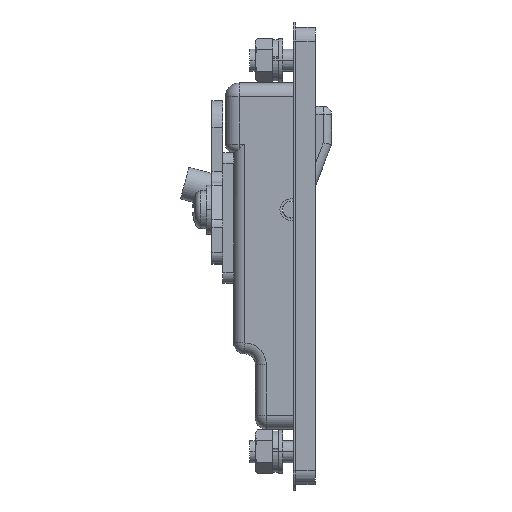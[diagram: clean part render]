
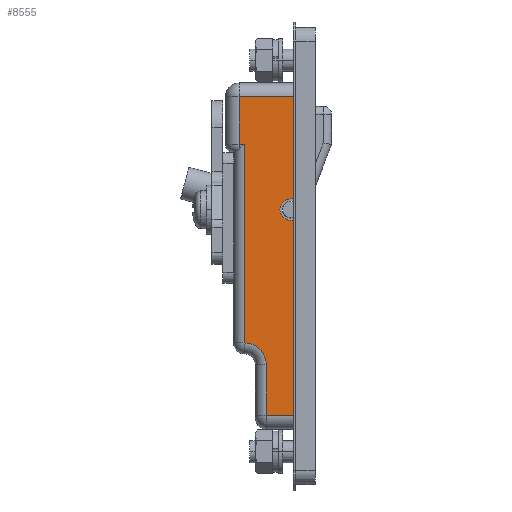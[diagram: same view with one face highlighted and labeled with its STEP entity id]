
A CAD part, top view. The second image highlights one B-rep face of the part: STEP entity #8555.
In plain terms, the highlighted face is planar.
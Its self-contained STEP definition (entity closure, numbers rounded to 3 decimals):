
#84 = DIRECTION ( 'NONE',  ( -1., 0., 0. ) ) ;
#167 = CARTESIAN_POINT ( 'NONE',  ( -11.5, -37.8, -4.5 ) ) ;
#345 = LINE ( 'NONE', #2431, #1043 ) ;
#360 = CARTESIAN_POINT ( 'NONE',  ( -11.5, -37.8, -4.5 ) ) ;
#377 = DIRECTION ( 'NONE',  ( -1., 0., 0. ) ) ;
#450 = ORIENTED_EDGE ( 'NONE', *, *, #6521, .T. ) ;
#560 = DIRECTION ( 'NONE',  ( 0., 0., 1. ) ) ;
#578 = LINE ( 'NONE', #10565, #2145 ) ;
#831 = DIRECTION ( 'NONE',  ( 1., 0., 0. ) ) ;
#1024 = ORIENTED_EDGE ( 'NONE', *, *, #4495, .T. ) ;
#1043 = VECTOR ( 'NONE', #9541, 1000. ) ;
#1141 = AXIS2_PLACEMENT_3D ( 'NONE', #5898, #11315, #6722 ) ;
#1405 = CARTESIAN_POINT ( 'NONE',  ( -11.5, 20.8, -12. ) ) ;
#1535 = LINE ( 'NONE', #167, #5761 ) ;
#1587 = CARTESIAN_POINT ( 'NONE',  ( -11.5, 1.786, 0.9 ) ) ;
#1646 = CARTESIAN_POINT ( 'NONE',  ( -11.5, 20.8, -9.5 ) ) ;
#1706 = CARTESIAN_POINT ( 'NONE',  ( -11.5, 0., 0. ) ) ;
#1907 = CARTESIAN_POINT ( 'NONE',  ( -11.5, 0., 0. ) ) ;
#1926 = EDGE_CURVE ( 'NONE', #6286, #5365, #10698, .T. ) ;
#2010 = VECTOR ( 'NONE', #560, 1000. ) ;
#2145 = VECTOR ( 'NONE', #8883, 1000. ) ;
#2431 = CARTESIAN_POINT ( 'NONE',  ( -11.5, -40.3, 0.9 ) ) ;
#2555 = ORIENTED_EDGE ( 'NONE', *, *, #9471, .T. ) ;
#2612 = DIRECTION ( 'NONE',  ( 0., -1., 0. ) ) ;
#2674 = CARTESIAN_POINT ( 'NONE',  ( -11.5, 10.5, -9.5 ) ) ;
#2686 = CARTESIAN_POINT ( 'NONE',  ( -11.5, 12., -8.5 ) ) ;
#3172 = ORIENTED_EDGE ( 'NONE', *, *, #5613, .F. ) ;
#3191 = DIRECTION ( 'NONE',  ( 0., 0., -1. ) ) ;
#3270 = AXIS2_PLACEMENT_3D ( 'NONE', #5625, #377, #9402 ) ;
#3631 = VECTOR ( 'NONE', #2612, 1000. ) ;
#4030 = EDGE_LOOP ( 'NONE', ( #2555, #10254, #3172, #7407, #8101, #450, #11467, #11408, #10409, #1024, #6826 ) ) ;
#4141 = VERTEX_POINT ( 'NONE', #9843 ) ;
#4460 = DIRECTION ( 'NONE',  ( 0., -1., 0. ) ) ;
#4495 = EDGE_CURVE ( 'NONE', #7397, #11262, #578, .T. ) ;
#4544 = CARTESIAN_POINT ( 'NONE',  ( -11.5, -26.5, -8.5 ) ) ;
#4578 = VERTEX_POINT ( 'NONE', #1587 ) ;
#4678 = CARTESIAN_POINT ( 'NONE',  ( -11.5, -24.5, -8.5 ) ) ;
#4874 = LINE ( 'NONE', #2674, #3631 ) ;
#5025 = VECTOR ( 'NONE', #3191, 1000. ) ;
#5196 = AXIS2_PLACEMENT_3D ( 'NONE', #1706, #831, #7171 ) ;
#5365 = VERTEX_POINT ( 'NONE', #4678 ) ;
#5554 = DIRECTION ( 'NONE',  ( 0., -1., 0. ) ) ;
#5613 = EDGE_CURVE ( 'NONE', #10253, #4578, #345, .T. ) ;
#5625 = CARTESIAN_POINT ( 'NONE',  ( -11.5, -28.5, -8.5 ) ) ;
#5761 = VECTOR ( 'NONE', #5554, 1000. ) ;
#5856 = VECTOR ( 'NONE', #4460, 1000. ) ;
#5898 = CARTESIAN_POINT ( 'NONE',  ( -11.5, 0., 0. ) ) ;
#5920 = LINE ( 'NONE', #7710, #2010 ) ;
#6006 = CARTESIAN_POINT ( 'NONE',  ( -11.5, -37.8, 0.9 ) ) ;
#6013 = VERTEX_POINT ( 'NONE', #6040 ) ;
#6030 = CIRCLE ( 'NONE', #3270, 4. ) ;
#6040 = CARTESIAN_POINT ( 'NONE',  ( -11.5, 0., -2. ) ) ;
#6286 = VERTEX_POINT ( 'NONE', #2686 ) ;
#6340 = PLANE ( 'NONE',  #9147 ) ;
#6483 = VECTOR ( 'NONE', #9178, 1000. ) ;
#6512 = CARTESIAN_POINT ( 'NONE',  ( -11.5, -1.786, 0.9 ) ) ;
#6521 = EDGE_CURVE ( 'NONE', #10151, #6286, #5920, .T. ) ;
#6722 = DIRECTION ( 'NONE',  ( 0., 0., -1. ) ) ;
#6826 = ORIENTED_EDGE ( 'NONE', *, *, #9579, .F. ) ;
#7051 = CIRCLE ( 'NONE', #5196, 2. ) ;
#7069 = CARTESIAN_POINT ( 'NONE',  ( -11.5, -40.3, 0.9 ) ) ;
#7171 = DIRECTION ( 'NONE',  ( 0., 0., -1. ) ) ;
#7191 = DIRECTION ( 'NONE',  ( 0., 0., 1. ) ) ;
#7397 = VERTEX_POINT ( 'NONE', #360 ) ;
#7407 = ORIENTED_EDGE ( 'NONE', *, *, #8261, .T. ) ;
#7574 = EDGE_CURVE ( 'NONE', #6013, #4578, #10201, .T. ) ;
#7710 = CARTESIAN_POINT ( 'NONE',  ( -11.5, 12., -8.5 ) ) ;
#7962 = EDGE_CURVE ( 'NONE', #4141, #7397, #1535, .T. ) ;
#7992 = VERTEX_POINT ( 'NONE', #6512 ) ;
#8060 = CARTESIAN_POINT ( 'NONE',  ( -11.5, 20.8, 0.9 ) ) ;
#8101 = ORIENTED_EDGE ( 'NONE', *, *, #10686, .T. ) ;
#8261 = EDGE_CURVE ( 'NONE', #10253, #8987, #9911, .T. ) ;
#8555 = ADVANCED_FACE ( 'NONE', ( #11583 ), #6340, .T. ) ;
#8615 = LINE ( 'NONE', #7069, #6483 ) ;
#8883 = DIRECTION ( 'NONE',  ( 0., 0., 1. ) ) ;
#8987 = VERTEX_POINT ( 'NONE', #1646 ) ;
#9147 = AXIS2_PLACEMENT_3D ( 'NONE', #1907, #84, #7191 ) ;
#9178 = DIRECTION ( 'NONE',  ( 0., -1., 0. ) ) ;
#9402 = DIRECTION ( 'NONE',  ( 0., 0., 1. ) ) ;
#9471 = EDGE_CURVE ( 'NONE', #7992, #6013, #7051, .T. ) ;
#9541 = DIRECTION ( 'NONE',  ( 0., -1., 0. ) ) ;
#9579 = EDGE_CURVE ( 'NONE', #7992, #11262, #8615, .T. ) ;
#9843 = CARTESIAN_POINT ( 'NONE',  ( -11.5, -28.5, -4.5 ) ) ;
#9871 = EDGE_CURVE ( 'NONE', #4141, #5365, #6030, .T. ) ;
#9911 = LINE ( 'NONE', #1405, #5025 ) ;
#10151 = VERTEX_POINT ( 'NONE', #11582 ) ;
#10201 = CIRCLE ( 'NONE', #1141, 2. ) ;
#10253 = VERTEX_POINT ( 'NONE', #8060 ) ;
#10254 = ORIENTED_EDGE ( 'NONE', *, *, #7574, .T. ) ;
#10409 = ORIENTED_EDGE ( 'NONE', *, *, #7962, .T. ) ;
#10565 = CARTESIAN_POINT ( 'NONE',  ( -11.5, -37.8, 0.9 ) ) ;
#10686 = EDGE_CURVE ( 'NONE', #8987, #10151, #4874, .T. ) ;
#10698 = LINE ( 'NONE', #4544, #5856 ) ;
#11262 = VERTEX_POINT ( 'NONE', #6006 ) ;
#11315 = DIRECTION ( 'NONE',  ( 1., 0., 0. ) ) ;
#11408 = ORIENTED_EDGE ( 'NONE', *, *, #9871, .F. ) ;
#11467 = ORIENTED_EDGE ( 'NONE', *, *, #1926, .T. ) ;
#11582 = CARTESIAN_POINT ( 'NONE',  ( -11.5, 12., -9.5 ) ) ;
#11583 = FACE_OUTER_BOUND ( 'NONE', #4030, .T. ) ;
